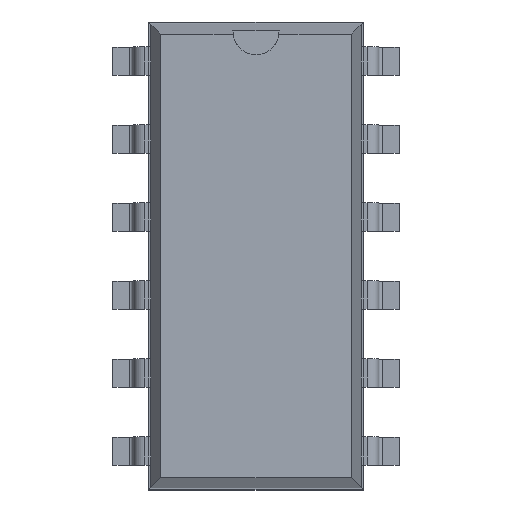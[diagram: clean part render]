
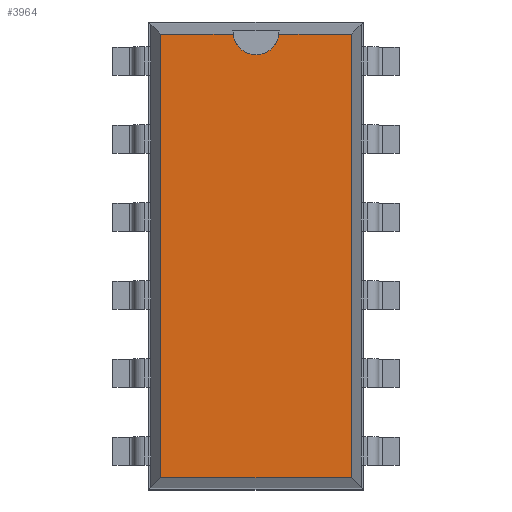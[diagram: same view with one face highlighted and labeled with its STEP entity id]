
A CAD part, top view. The second image highlights one B-rep face of the part: STEP entity #3964.
In plain terms, the highlighted planar face has unit normal (0, 0, 1).
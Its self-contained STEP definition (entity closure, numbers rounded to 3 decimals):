
#27=VECTOR('',#28,1.);
#28=DIRECTION('',(0.,1.,0.));
#34=VECTOR('',#35,1.);
#35=DIRECTION('',(-1.,0.,0.));
#41=VECTOR('',#42,1.);
#42=DIRECTION('',(0.,-1.,0.));
#46=VECTOR('',#47,1.);
#47=DIRECTION('',(1.,0.,0.));
#50=DIRECTION('',(0.,0.,-1.));
#867=DIRECTION('',(0.,0.,-1.));
#2684=VERTEX_POINT('',#2685);
#2685=CARTESIAN_POINT('',(3.101,7.221,3.68));
#2687=ORIENTED_EDGE('',*,*,#2688,.F.);
#2688=EDGE_CURVE('',#2689,#2684,#2691,.T.);
#2689=VERTEX_POINT('',#2690);
#2690=CARTESIAN_POINT('',(3.101,-7.221,3.68));
#2691=LINE('',#2690,#27);
#3295=VERTEX_POINT('',#3296);
#3296=CARTESIAN_POINT('',(-3.101,7.221,3.68));
#3298=ORIENTED_EDGE('',*,*,#3299,.F.);
#3299=EDGE_CURVE('',#3300,#3295,#3302,.T.);
#3300=VERTEX_POINT('',#3301);
#3301=CARTESIAN_POINT('',(-0.746,7.221,3.68));
#3302=LINE('',#2685,#34);
#3321=VERTEX_POINT('',#3322);
#3322=CARTESIAN_POINT('',(0.746,7.221,3.68));
#3328=ORIENTED_EDGE('',*,*,#3329,.F.);
#3329=EDGE_CURVE('',#2684,#3321,#3302,.T.);
#3355=VERTEX_POINT('',#3356);
#3356=CARTESIAN_POINT('',(-3.101,-7.221,3.68));
#3358=ORIENTED_EDGE('',*,*,#3359,.F.);
#3359=EDGE_CURVE('',#3295,#3355,#3360,.T.);
#3360=LINE('',#3296,#41);
#3959=ORIENTED_EDGE('',*,*,#3960,.F.);
#3960=EDGE_CURVE('',#3355,#2689,#3961,.T.);
#3961=LINE('',#3356,#46);
#3964=ADVANCED_FACE('',(#3965),#3976,.F.);
#3965=FACE_BOUND('',#3966,.F.);
#3966=EDGE_LOOP('',(#2687,#3959,#3358,#3298,#3967,#3974,#3328));
#3967=ORIENTED_EDGE('',*,*,#3968,.F.);
#3968=EDGE_CURVE('',#3969,#3300,#3971,.T.);
#3969=VERTEX_POINT('',#3970);
#3970=CARTESIAN_POINT('',(0.,6.546,3.68));
#3971=CIRCLE('',#3972,0.75);
#3972=AXIS2_PLACEMENT_3D('',#3973,#867,#42);
#3973=CARTESIAN_POINT('',(0.,7.296,3.68));
#3974=ORIENTED_EDGE('',*,*,#3975,.F.);
#3975=EDGE_CURVE('',#3321,#3969,#3971,.T.);
#3976=PLANE('',#3977);
#3977=AXIS2_PLACEMENT_3D('',#2690,#50,#3978);
#3978=DIRECTION('',(-0.395,0.919,0.));
